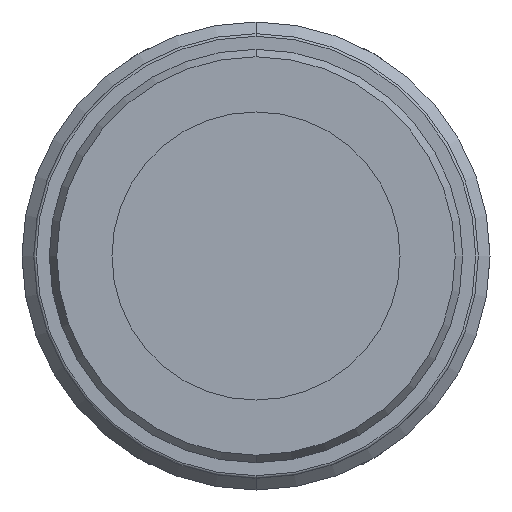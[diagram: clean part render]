
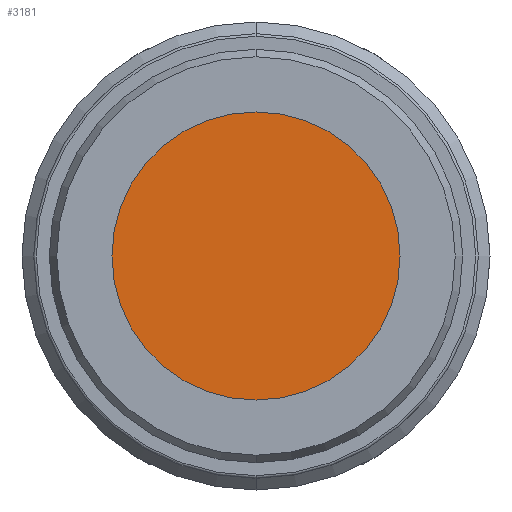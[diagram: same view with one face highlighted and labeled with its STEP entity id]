
A CAD part, front view. The second image highlights one B-rep face of the part: STEP entity #3181.
In plain terms, the highlighted planar face has unit normal (0, -1, 0).
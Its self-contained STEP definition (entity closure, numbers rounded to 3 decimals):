
#53 = AXIS2_PLACEMENT_3D ( 'NONE', #241, #2448, #556 ) ;
#80 = ORIENTED_EDGE ( 'NONE', *, *, #421, .T. ) ;
#241 = CARTESIAN_POINT ( 'NONE',  ( 0., 1., 0. ) ) ;
#421 = EDGE_CURVE ( 'NONE', #2692, #1671, #3235, .T. ) ;
#505 = CARTESIAN_POINT ( 'NONE',  ( 0., 1., 0. ) ) ;
#535 = PLANE ( 'NONE',  #53 ) ;
#556 = DIRECTION ( 'NONE',  ( 0., 0., -1. ) ) ;
#1114 = DIRECTION ( 'NONE',  ( 0., -1., 0. ) ) ;
#1618 = AXIS2_PLACEMENT_3D ( 'NONE', #3031, #1114, #3348 ) ;
#1628 = EDGE_LOOP ( 'NONE', ( #3341, #80 ) ) ;
#1671 = VERTEX_POINT ( 'NONE', #3173 ) ;
#1779 = AXIS2_PLACEMENT_3D ( 'NONE', #505, #2726, #3292 ) ;
#2187 = FACE_OUTER_BOUND ( 'NONE', #1628, .T. ) ;
#2199 = EDGE_CURVE ( 'NONE', #1671, #2692, #2243, .T. ) ;
#2243 = CIRCLE ( 'NONE', #1618, 11.08 ) ;
#2410 = CARTESIAN_POINT ( 'NONE',  ( 0., 1., 11.08 ) ) ;
#2448 = DIRECTION ( 'NONE',  ( 0., -1., 0. ) ) ;
#2692 = VERTEX_POINT ( 'NONE', #2410 ) ;
#2726 = DIRECTION ( 'NONE',  ( 0., -1., 0. ) ) ;
#3031 = CARTESIAN_POINT ( 'NONE',  ( 0., 1., 0. ) ) ;
#3173 = CARTESIAN_POINT ( 'NONE',  ( 0., 1., -11.08 ) ) ;
#3181 = ADVANCED_FACE ( 'NONE', ( #2187 ), #535, .T. ) ;
#3235 = CIRCLE ( 'NONE', #1779, 11.08 ) ;
#3292 = DIRECTION ( 'NONE',  ( 0., 0., -1. ) ) ;
#3341 = ORIENTED_EDGE ( 'NONE', *, *, #2199, .T. ) ;
#3348 = DIRECTION ( 'NONE',  ( 0., 0., -1. ) ) ;
